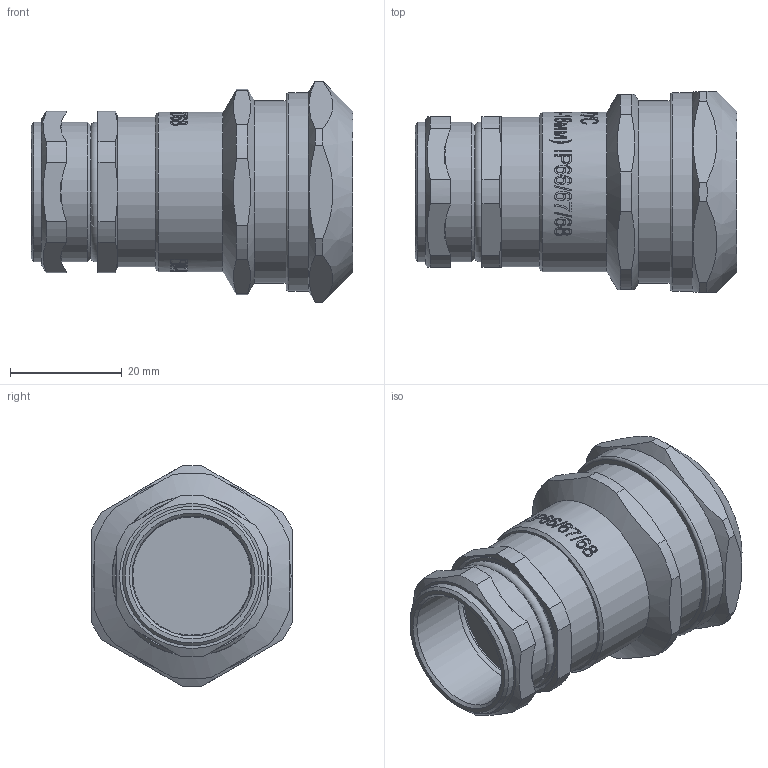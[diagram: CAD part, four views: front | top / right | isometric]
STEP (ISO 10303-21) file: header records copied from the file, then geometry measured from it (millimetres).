
FILE_DESCRIPTION(/* description */ (''),/* implementation_level */ '2;1');
FILE_NAME(/* name */ 'Модель ВК-М25-18-МР20.stp',/* time_stamp */ '2020-07-15T16:39:13+07:00',/* author */ ('Борисов Е'),/* organization */ (''),/* preprocessor_version */ 'ST-DEVELOPER v17',/* originating_system */ 'Autodesk Inventor 2019',/* authorisation */ '');
FILE_SCHEMA (('AUTOMOTIVE_DESIGN { 1 0 10303 214 3 1 1 }'));
Length unit declared in the file: millimetre
Products named in the file (1): Модель ВК-М2
5-18-МР20
Bounding box: 57.71 x 36 x 39.57 mm (x, y, z)
Volume: 30699.6 mm3; surface area: 13743.2 mm2
Topology: 1 solids, 1 shells, 606 faces, 1619 edges, 1083 vertices
Faces by surface type: bspline 290, plane 191, cylinder 89, cone 29, torus 7
Full cylindrical faces by diameter (mm): 19.1 x1, 19.9 x1, 21.5 x2, 25 x2, 26 x1, 26.5 x1, 26.8 x1, 27.2 x1, 28 x1, 28.6 x1, 29 x1, 31 x1, 31.4 x1, 32.8 x1, 35.5 x1
Entity records: 26345 total; most frequent: CARTESIAN_POINT 12398, ORIENTED_EDGE 3242, DIRECTION 1925, EDGE_CURVE 1621, VERTEX_POINT 1085, EDGE_LOOP 674, AXIS2_PLACEMENT_3D 643, LINE 639
